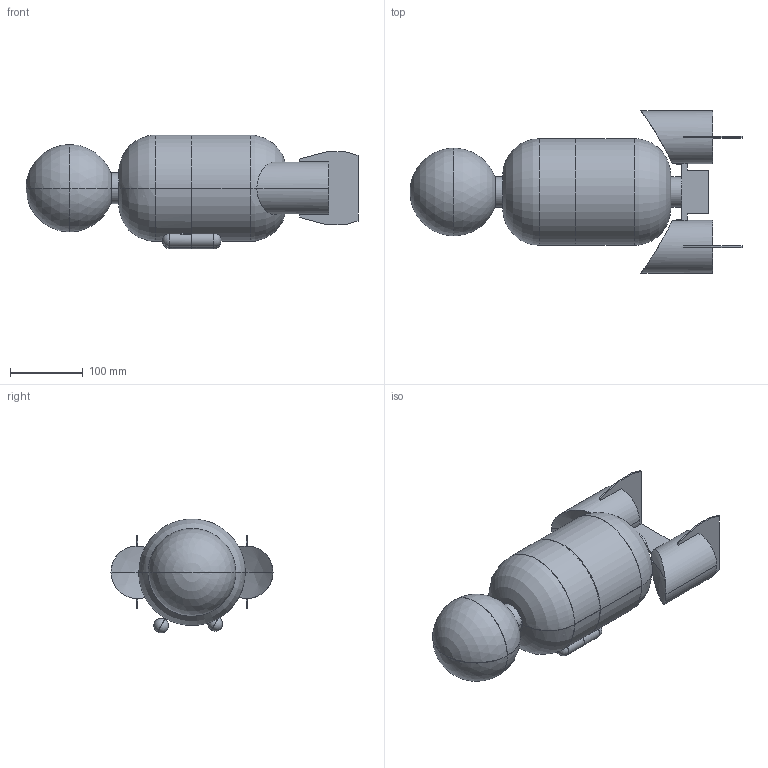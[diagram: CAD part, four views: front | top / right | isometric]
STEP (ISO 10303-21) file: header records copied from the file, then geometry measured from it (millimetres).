
FILE_DESCRIPTION(('CAx 4th Joint Test Round - Test Model S1','Validation Properties test '),'1');
FILE_NAME('s1-tu-214.stp','2000-06-12 T09:41:30',('SD Yates '),('Theorem Solutions Ltd'),'THEOREM SOLUTIONS UG -> AP214 DIS PREPROCESSOR 4.2.161 ','Unigraphics V16.0','AP Ranger ');
FILE_SCHEMA(('AUTOMOTIVE_DESIGN { 1 2 10303 214 0 1 1 1 }'));
Length unit declared in the file: millimetre
Products named in the file (13): product_0; headback; headfront; head; tailmiddlepart; tailturbine; tail; footback; footfront; foot; mainbodyback; mainbodyfront; mainbody
Assembly tree (14 placements, depth 3):
  product_0
    head
      headback
      headfront
    tail
      tailmiddlepart
      tailturbine  x2
    foot  x2
      footback
      footfront
    mainbody
      mainbodyback
      mainbodyfront
Bounding box: 454.93 x 222 x 156.03 mm (x, y, z)
Volume: 817963.5 mm3; surface area: 462705.2 mm2
Topology: 11 solids, 11 shells, 180 faces, 422 edges, 258 vertices
Faces by surface type: plane 90, cylinder 52, sphere 30, revolution 8
Entity records: 4543 total; most frequent: CARTESIAN_POINT 1650, ORIENTED_EDGE 596, DIRECTION 336, EDGE_CURVE 298, VERTEX_POINT 193, AXIS2_PLACEMENT_3D 164, B_SPLINE_CURVE_WITH_KNOTS 153, EDGE_LOOP 153
